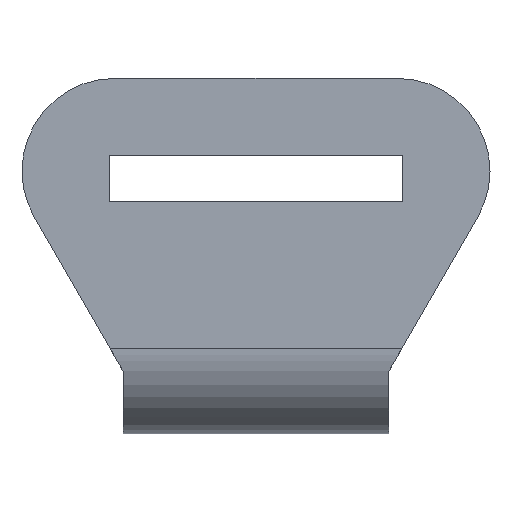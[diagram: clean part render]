
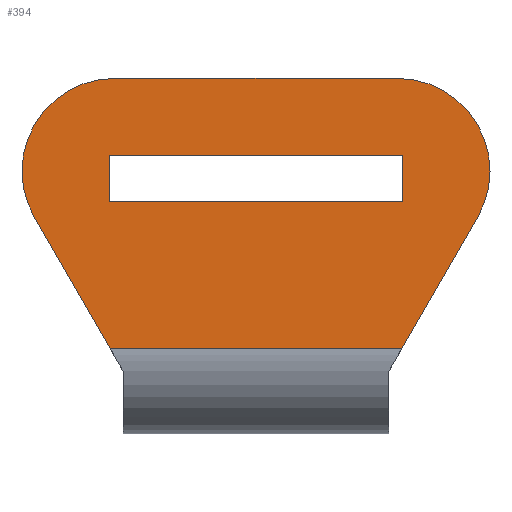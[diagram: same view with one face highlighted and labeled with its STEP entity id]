
A CAD part, front view. The second image highlights one B-rep face of the part: STEP entity #394.
In plain terms, the highlighted planar face has unit normal (0, -1, 0).
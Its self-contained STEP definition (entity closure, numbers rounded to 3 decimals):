
#2 = EDGE_LOOP ( 'NONE', ( #72, #516, #401, #499 ) ) ;
#3 = LINE ( 'NONE', #519, #361 ) ;
#4 = EDGE_CURVE ( 'NONE', #547, #29, #130, .T. ) ;
#6 = VECTOR ( 'NONE', #249, 1000. ) ;
#29 = VERTEX_POINT ( 'NONE', #199 ) ;
#43 = CARTESIAN_POINT ( 'NONE',  ( 0.804, 0., -9. ) ) ;
#55 = VECTOR ( 'NONE', #490, 1000. ) ;
#65 = CARTESIAN_POINT ( 'NONE',  ( 24.65, 0., 0. ) ) ;
#70 = DIRECTION ( 'NONE',  ( 0.5, 0., 0.866 ) ) ;
#71 = EDGE_CURVE ( 'NONE', #510, #263, #190, .T. ) ;
#72 = ORIENTED_EDGE ( 'NONE', *, *, #270, .T. ) ;
#79 = VECTOR ( 'NONE', #301, 1000. ) ;
#87 = CARTESIAN_POINT ( 'NONE',  ( 5.65, 0., -8. ) ) ;
#88 = DIRECTION ( 'NONE',  ( 1., 0., 0. ) ) ;
#97 = DIRECTION ( 'NONE',  ( -1., 0., 0. ) ) ;
#101 = VERTEX_POINT ( 'NONE', #492 ) ;
#107 = LINE ( 'NONE', #65, #595 ) ;
#128 = EDGE_CURVE ( 'NONE', #510, #556, #486, .T. ) ;
#130 = LINE ( 'NONE', #445, #6 ) ;
#131 = DIRECTION ( 'NONE',  ( -0.5, 0., 0.866 ) ) ;
#132 = CARTESIAN_POINT ( 'NONE',  ( 5.711, 0., -17.5 ) ) ;
#140 = VERTEX_POINT ( 'NONE', #161 ) ;
#144 = EDGE_CURVE ( 'NONE', #101, #140, #107, .T. ) ;
#145 = VECTOR ( 'NONE', #131, 1000. ) ;
#161 = CARTESIAN_POINT ( 'NONE',  ( 24.65, 0., -8. ) ) ;
#176 = FACE_BOUND ( 'NONE', #2, .T. ) ;
#178 = EDGE_CURVE ( 'NONE', #393, #556, #471, .T. ) ;
#188 = DIRECTION ( 'NONE',  ( 0., 1., 0. ) ) ;
#190 = LINE ( 'NONE', #241, #55 ) ;
#199 = CARTESIAN_POINT ( 'NONE',  ( 5.65, 0., -5. ) ) ;
#215 = AXIS2_PLACEMENT_3D ( 'NONE', #580, #533, #238 ) ;
#219 = CARTESIAN_POINT ( 'NONE',  ( 24.589, 0., -17.5 ) ) ;
#238 = DIRECTION ( 'NONE',  ( 0., 0., 1. ) ) ;
#241 = CARTESIAN_POINT ( 'NONE',  ( 30.3, 0., -17.5 ) ) ;
#245 = AXIS2_PLACEMENT_3D ( 'NONE', #419, #188, #438 ) ;
#247 = ORIENTED_EDGE ( 'NONE', *, *, #128, .T. ) ;
#249 = DIRECTION ( 'NONE',  ( 0., 0., 1. ) ) ;
#263 = VERTEX_POINT ( 'NONE', #132 ) ;
#267 = CARTESIAN_POINT ( 'NONE',  ( 29.496, 0., -9. ) ) ;
#269 = LINE ( 'NONE', #319, #145 ) ;
#270 = EDGE_CURVE ( 'NONE', #29, #101, #3, .T. ) ;
#281 = FACE_OUTER_BOUND ( 'NONE', #433, .T. ) ;
#294 = DIRECTION ( 'NONE',  ( 0., 0., -1. ) ) ;
#301 = DIRECTION ( 'NONE',  ( -1., 0., 0. ) ) ;
#305 = EDGE_CURVE ( 'NONE', #393, #459, #349, .T. ) ;
#307 = VERTEX_POINT ( 'NONE', #43 ) ;
#319 = CARTESIAN_POINT ( 'NONE',  ( 4.281, 0., -15.022 ) ) ;
#326 = DIRECTION ( 'NONE',  ( 0., 0., 1. ) ) ;
#330 = CARTESIAN_POINT ( 'NONE',  ( 24.3, 0., 0. ) ) ;
#333 = ORIENTED_EDGE ( 'NONE', *, *, #178, .F. ) ;
#345 = CARTESIAN_POINT ( 'NONE',  ( 33.594, 0., -1.902 ) ) ;
#349 = LINE ( 'NONE', #572, #604 ) ;
#352 = VECTOR ( 'NONE', #70, 1000. ) ;
#358 = ORIENTED_EDGE ( 'NONE', *, *, #305, .T. ) ;
#361 = VECTOR ( 'NONE', #88, 1000. ) ;
#367 = CARTESIAN_POINT ( 'NONE',  ( 30.3, 0., -8. ) ) ;
#370 = ORIENTED_EDGE ( 'NONE', *, *, #539, .F. ) ;
#371 = ORIENTED_EDGE ( 'NONE', *, *, #398, .T. ) ;
#381 = CARTESIAN_POINT ( 'NONE',  ( 24.3, 0., -6. ) ) ;
#393 = VERTEX_POINT ( 'NONE', #330 ) ;
#394 = ADVANCED_FACE ( 'NONE', ( #176, #281 ), #484, .F. ) ;
#398 = EDGE_CURVE ( 'NONE', #459, #307, #436, .T. ) ;
#401 = ORIENTED_EDGE ( 'NONE', *, *, #561, .T. ) ;
#419 = CARTESIAN_POINT ( 'NONE',  ( 30.3, 0., 0. ) ) ;
#427 = DIRECTION ( 'NONE',  ( 0., 1., 0. ) ) ;
#433 = EDGE_LOOP ( 'NONE', ( #450, #247, #333, #358, #371, #370 ) ) ;
#436 = CIRCLE ( 'NONE', #215, 6. ) ;
#438 = DIRECTION ( 'NONE',  ( 0., 0., 1. ) ) ;
#445 = CARTESIAN_POINT ( 'NONE',  ( 5.65, 0., 0. ) ) ;
#450 = ORIENTED_EDGE ( 'NONE', *, *, #71, .F. ) ;
#457 = LINE ( 'NONE', #367, #79 ) ;
#459 = VERTEX_POINT ( 'NONE', #585 ) ;
#471 = CIRCLE ( 'NONE', #568, 6. ) ;
#484 = PLANE ( 'NONE',  #245 ) ;
#486 = LINE ( 'NONE', #345, #352 ) ;
#490 = DIRECTION ( 'NONE',  ( -1., 0., 0. ) ) ;
#492 = CARTESIAN_POINT ( 'NONE',  ( 24.65, 0., -5. ) ) ;
#499 = ORIENTED_EDGE ( 'NONE', *, *, #4, .T. ) ;
#510 = VERTEX_POINT ( 'NONE', #219 ) ;
#516 = ORIENTED_EDGE ( 'NONE', *, *, #144, .T. ) ;
#519 = CARTESIAN_POINT ( 'NONE',  ( 30.3, 0., -5. ) ) ;
#533 = DIRECTION ( 'NONE',  ( 0., -1., 0. ) ) ;
#539 = EDGE_CURVE ( 'NONE', #263, #307, #269, .T. ) ;
#547 = VERTEX_POINT ( 'NONE', #87 ) ;
#556 = VERTEX_POINT ( 'NONE', #267 ) ;
#561 = EDGE_CURVE ( 'NONE', #140, #547, #457, .T. ) ;
#568 = AXIS2_PLACEMENT_3D ( 'NONE', #381, #427, #326 ) ;
#572 = CARTESIAN_POINT ( 'NONE',  ( 30.3, 0., 0. ) ) ;
#580 = CARTESIAN_POINT ( 'NONE',  ( 6., 0., -6. ) ) ;
#585 = CARTESIAN_POINT ( 'NONE',  ( 6., 0., 0. ) ) ;
#595 = VECTOR ( 'NONE', #294, 1000. ) ;
#604 = VECTOR ( 'NONE', #97, 1000. ) ;
